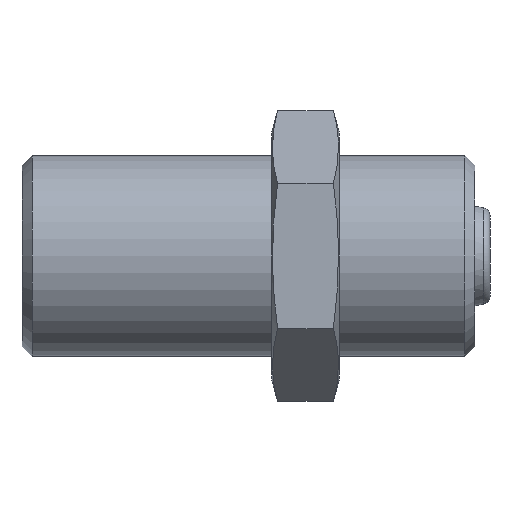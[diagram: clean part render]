
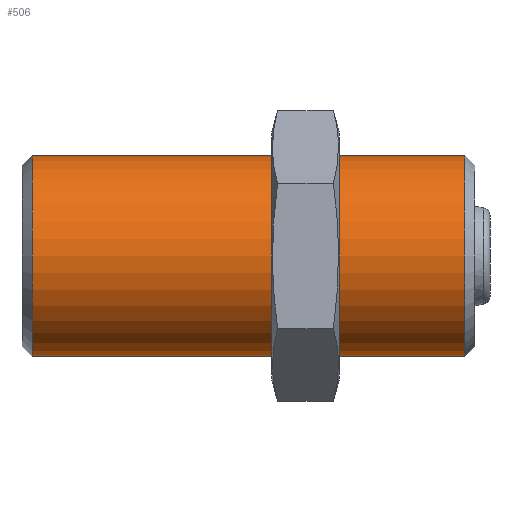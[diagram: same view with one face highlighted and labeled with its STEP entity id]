
A CAD part, left-side view. The second image highlights one B-rep face of the part: STEP entity #506.
In plain terms, the highlighted cylindrical face has radius 6 mm (diameter 12 mm), a full revolution.
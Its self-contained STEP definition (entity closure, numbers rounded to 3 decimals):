
#127=CYLINDRICAL_SURFACE('',#585,6.);
#138=ORIENTED_EDGE('',*,*,#253,.F.);
#139=ORIENTED_EDGE('',*,*,#252,.T.);
#252=EDGE_CURVE('',#311,#311,#357,.T.);
#253=EDGE_CURVE('',#312,#312,#358,.T.);
#311=VERTEX_POINT('',#800);
#312=VERTEX_POINT('',#803);
#357=CIRCLE('',#584,6.);
#358=CIRCLE('',#586,6.);
#380=EDGE_LOOP('',(#138));
#381=EDGE_LOOP('',(#139));
#434=FACE_BOUND('',#380,.T.);
#435=FACE_BOUND('',#381,.T.);
#506=ADVANCED_FACE('',(#434,#435),#127,.T.);
#584=AXIS2_PLACEMENT_3D('',#799,#654,#655);
#585=AXIS2_PLACEMENT_3D('',#801,#656,#657);
#586=AXIS2_PLACEMENT_3D('',#802,#658,#659);
#654=DIRECTION('',(1.,0.,0.));
#655=DIRECTION('',(0.,0.,-1.));
#656=DIRECTION('',(1.,0.,0.));
#657=DIRECTION('',(0.,0.,-1.));
#658=DIRECTION('',(1.,0.,0.));
#659=DIRECTION('',(0.,0.,-1.));
#799=CARTESIAN_POINT('',(0.613,0.,0.));
#800=CARTESIAN_POINT('',(0.613,0.,-6.));
#801=CARTESIAN_POINT('',(27.,0.,0.));
#802=CARTESIAN_POINT('',(26.387,0.,0.));
#803=CARTESIAN_POINT('',(26.387,0.,-6.));
